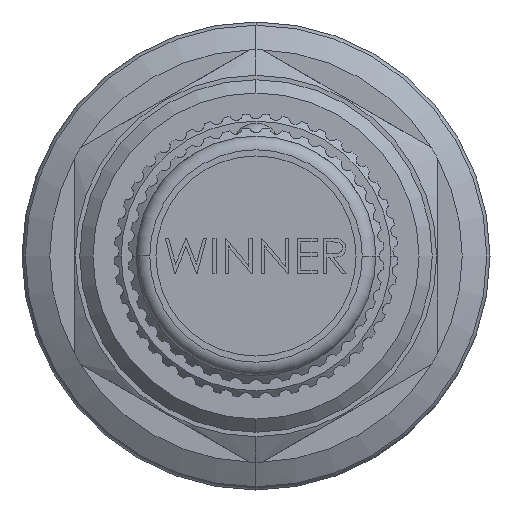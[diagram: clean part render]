
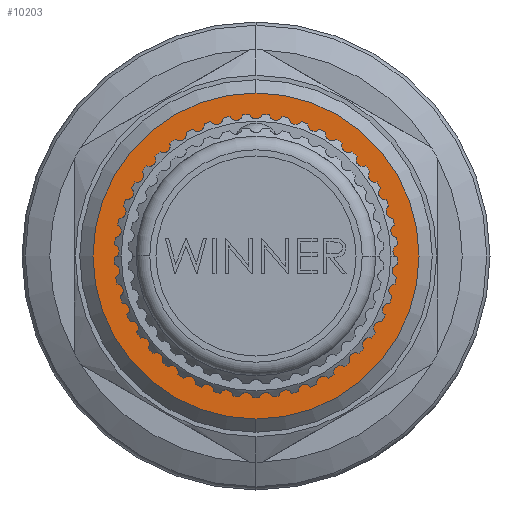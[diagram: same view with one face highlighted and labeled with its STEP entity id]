
A CAD part, left-side view. The second image highlights one B-rep face of the part: STEP entity #10203.
In plain terms, the highlighted planar face has unit normal (-1, 0, 0).
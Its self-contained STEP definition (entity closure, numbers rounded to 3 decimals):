
#48 = DIRECTION ( 'NONE',  ( -1., 0., 0. ) ) ;
#115 = FACE_OUTER_BOUND ( 'NONE', #23685, .T. ) ;
#231 = CARTESIAN_POINT ( 'NONE',  ( -44.5, 0., 0. ) ) ;
#899 = CIRCLE ( 'NONE', #1029, 18.5 ) ;
#1029 = AXIS2_PLACEMENT_3D ( 'NONE', #12955, #24148, #8684 ) ;
#1629 = CARTESIAN_POINT ( 'NONE',  ( -44.5, 0., 0. ) ) ;
#3821 = DIRECTION ( 'NONE',  ( 1., 0., 0. ) ) ;
#4675 = VERTEX_POINT ( 'NONE', #24702 ) ;
#5999 = CARTESIAN_POINT ( 'NONE',  ( -44.5, 0., 18.5 ) ) ;
#8684 = DIRECTION ( 'NONE',  ( 0., 0., 1. ) ) ;
#8989 = AXIS2_PLACEMENT_3D ( 'NONE', #23644, #14784, #10316 ) ;
#10203 = ADVANCED_FACE ( 'NONE', ( #11896, #115 ), #26818, .T. ) ;
#10316 = DIRECTION ( 'NONE',  ( 0., -1., 0. ) ) ;
#11896 = FACE_BOUND ( 'NONE', #17997, .T. ) ;
#12079 = EDGE_CURVE ( 'NONE', #26886, #4675, #25293, .T. ) ;
#12452 = CARTESIAN_POINT ( 'NONE',  ( -44.5, 0., 0. ) ) ;
#12683 = ORIENTED_EDGE ( 'NONE', *, *, #21833, .T. ) ;
#12955 = CARTESIAN_POINT ( 'NONE',  ( -44.5, 0., 0. ) ) ;
#14365 = ORIENTED_EDGE ( 'NONE', *, *, #25889, .T. ) ;
#14784 = DIRECTION ( 'NONE',  ( 1., 0., 0. ) ) ;
#15090 = ORIENTED_EDGE ( 'NONE', *, *, #24861, .T. ) ;
#16269 = VERTEX_POINT ( 'NONE', #5999 ) ;
#17997 = EDGE_LOOP ( 'NONE', ( #14365, #27271 ) ) ;
#18763 = CIRCLE ( 'NONE', #20384, 18.5 ) ;
#19318 = DIRECTION ( 'NONE',  ( 0., 0., 1. ) ) ;
#19373 = DIRECTION ( 'NONE',  ( 0., -1., 0. ) ) ;
#19611 = AXIS2_PLACEMENT_3D ( 'NONE', #231, #48, #24721 ) ;
#20384 = AXIS2_PLACEMENT_3D ( 'NONE', #1629, #21463, #19318 ) ;
#20711 = CIRCLE ( 'NONE', #25254, 6.875 ) ;
#21463 = DIRECTION ( 'NONE',  ( -1., 0., 0. ) ) ;
#21833 = EDGE_CURVE ( 'NONE', #16269, #22518, #18763, .T. ) ;
#22192 = CARTESIAN_POINT ( 'NONE',  ( -44.5, 0., -18.5 ) ) ;
#22518 = VERTEX_POINT ( 'NONE', #22192 ) ;
#23644 = CARTESIAN_POINT ( 'NONE',  ( -44.5, 0., 0. ) ) ;
#23685 = EDGE_LOOP ( 'NONE', ( #15090, #12683 ) ) ;
#23779 = CARTESIAN_POINT ( 'NONE',  ( -44.5, -6.875, 0. ) ) ;
#24148 = DIRECTION ( 'NONE',  ( -1., 0., 0. ) ) ;
#24702 = CARTESIAN_POINT ( 'NONE',  ( -44.5, 6.875, 0. ) ) ;
#24721 = DIRECTION ( 'NONE',  ( 0., 0., 1. ) ) ;
#24861 = EDGE_CURVE ( 'NONE', #22518, #16269, #899, .T. ) ;
#25254 = AXIS2_PLACEMENT_3D ( 'NONE', #12452, #3821, #19373 ) ;
#25293 = CIRCLE ( 'NONE', #8989, 6.875 ) ;
#25889 = EDGE_CURVE ( 'NONE', #4675, #26886, #20711, .T. ) ;
#26818 = PLANE ( 'NONE',  #19611 ) ;
#26886 = VERTEX_POINT ( 'NONE', #23779 ) ;
#27271 = ORIENTED_EDGE ( 'NONE', *, *, #12079, .T. ) ;
